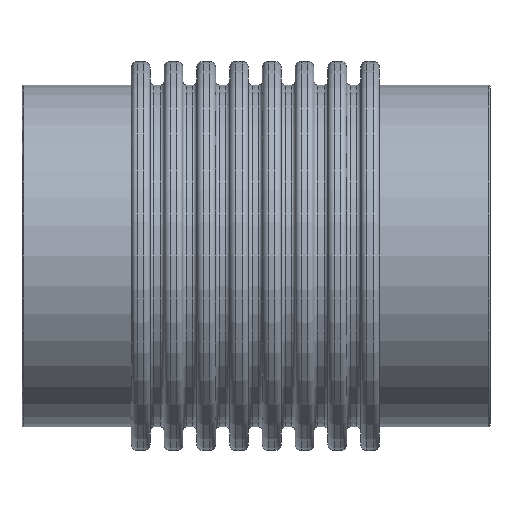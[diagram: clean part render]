
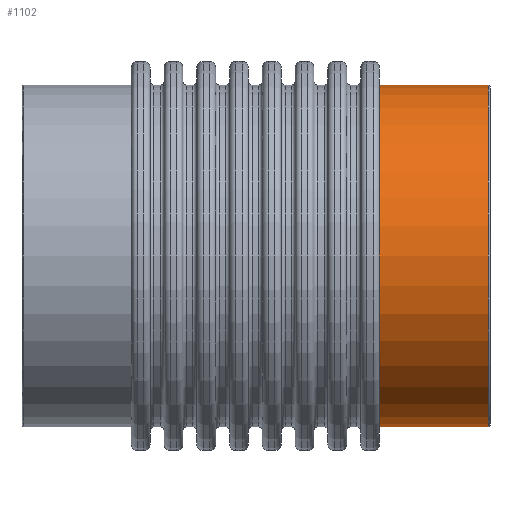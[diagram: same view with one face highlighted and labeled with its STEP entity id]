
A CAD part, front view. The second image highlights one B-rep face of the part: STEP entity #1102.
In plain terms, the highlighted cylindrical face has radius 109.5 mm (diameter 219 mm), a full revolution.
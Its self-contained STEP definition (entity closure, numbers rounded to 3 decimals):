
#65=LINE('',#2051,#83);
#83=VECTOR('',#1726,109.5);
#101=CYLINDRICAL_SURFACE('',#1319,109.5);
#166=FACE_OUTER_BOUND('',#250,.T.);
#250=EDGE_LOOP('',(#917,#918,#919,#920,#921));
#334=CIRCLE('',#1245,109.5);
#382=CIRCLE('',#1317,109.5);
#383=CIRCLE('',#1318,109.5);
#451=VERTEX_POINT('',#1935);
#483=VERTEX_POINT('',#2045);
#484=VERTEX_POINT('',#2047);
#574=EDGE_CURVE('',#451,#451,#334,.T.);
#629=EDGE_CURVE('',#483,#484,#382,.T.);
#630=EDGE_CURVE('',#484,#483,#383,.T.);
#631=EDGE_CURVE('',#484,#451,#65,.T.);
#917=ORIENTED_EDGE('',*,*,#630,.F.);
#918=ORIENTED_EDGE('',*,*,#631,.T.);
#919=ORIENTED_EDGE('',*,*,#574,.T.);
#920=ORIENTED_EDGE('',*,*,#631,.F.);
#921=ORIENTED_EDGE('',*,*,#629,.F.);
#1102=ADVANCED_FACE('',(#166),#101,.T.);
#1245=AXIS2_PLACEMENT_3D('',#1936,#1569,#1570);
#1317=AXIS2_PLACEMENT_3D('',#2048,#1720,#1721);
#1318=AXIS2_PLACEMENT_3D('',#2049,#1722,#1723);
#1319=AXIS2_PLACEMENT_3D('',#2050,#1724,#1725);
#1569=DIRECTION('center_axis',(1.,0.,0.));
#1570=DIRECTION('ref_axis',(0.,0.,-1.));
#1720=DIRECTION('center_axis',(1.,0.,0.));
#1721=DIRECTION('ref_axis',(0.,-1.,0.));
#1722=DIRECTION('center_axis',(1.,0.,0.));
#1723=DIRECTION('ref_axis',(0.,-1.,0.));
#1724=DIRECTION('center_axis',(1.,0.,0.));
#1725=DIRECTION('ref_axis',(0.,1.,0.));
#1726=DIRECTION('',(-1.,0.,0.));
#1935=CARTESIAN_POINT('',(79.109,-109.5,0.));
#1936=CARTESIAN_POINT('Origin',(79.109,0.,0.));
#2045=CARTESIAN_POINT('',(149.,0.,109.5));
#2047=CARTESIAN_POINT('',(149.,-109.5,0.));
#2048=CARTESIAN_POINT('Origin',(149.,0.,0.));
#2049=CARTESIAN_POINT('Origin',(149.,0.,0.));
#2050=CARTESIAN_POINT('Origin',(114.555,0.,0.));
#2051=CARTESIAN_POINT('',(114.555,-109.5,0.));
